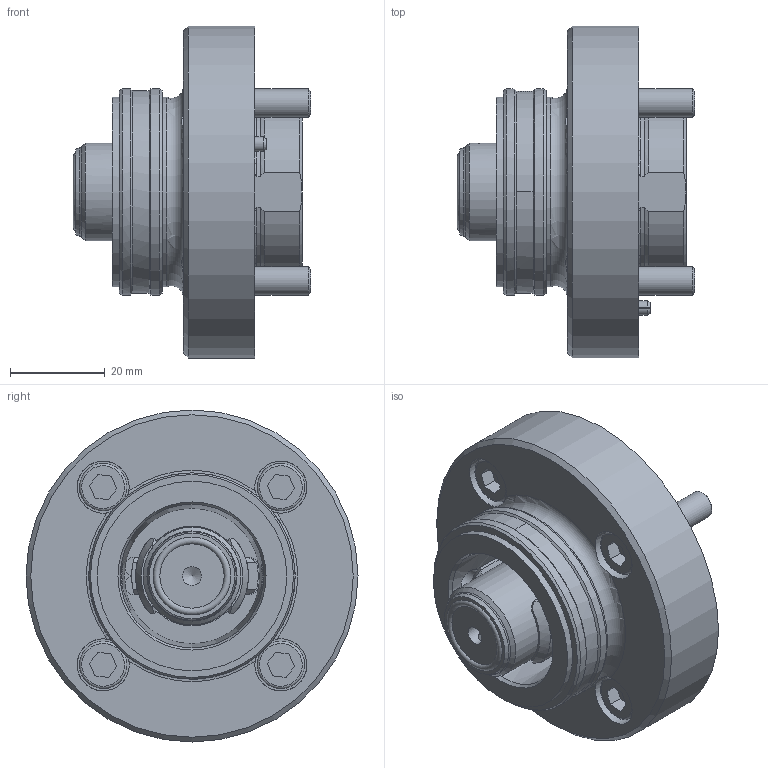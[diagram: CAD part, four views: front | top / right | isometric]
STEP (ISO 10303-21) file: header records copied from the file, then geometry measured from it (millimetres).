
FILE_DESCRIPTION(/* description */ ('Alibre Inc.'),/* implementation_level */ '2;1');
FILE_NAME(/* name */ 'export-1CB904A2-3AE9-43EC-B3AC-EE79AC74531C',/* time_stamp */ '2025-03-04T16:34:07+01:00',/* author */ (''),/* organization */ (''),/* preprocessor_version */ 'ST-DEVELOPER v17',/* originating_system */ 'Alibre',/* authorisation */ '');
FILE_SCHEMA (('AUTOMOTIVE_DESIGN'));
Length unit declared in the file: millimetre
Products named in the file (10): _
Bounding box: 50 x 70 x 70 mm (x, y, z)
Volume: 80746.7 mm3; surface area: 29746.3 mm2
Topology: 9 solids, 11 shells, 328 faces, 842 edges, 561 vertices
Faces by surface type: plane 137, cylinder 88, cone 69, torus 19, bspline 12, sphere 3
Full cylindrical faces by diameter (mm): 2.5 x2, 2.9 x1, 3 x1, 3.2 x5, 4 x1, 4.2 x1, 5 x3, 5.188 x2, 6 x4, 6.6 x4, 8.8 x1, 10 x5, 11 x5, 15.8 x1, 19.15 x2, 20.6 x3, 28 x1, 29 x1, 40 x2, 43.5 x2, 70 x1
Entity records: 11829 total; most frequent: CARTESIAN_POINT 3962, ORIENTED_EDGE 1672, DIRECTION 1408, EDGE_CURVE 836, AXIS2_PLACEMENT_3D 630, VERTEX_POINT 561, EDGE_LOOP 391, FACE_BOUND 391
